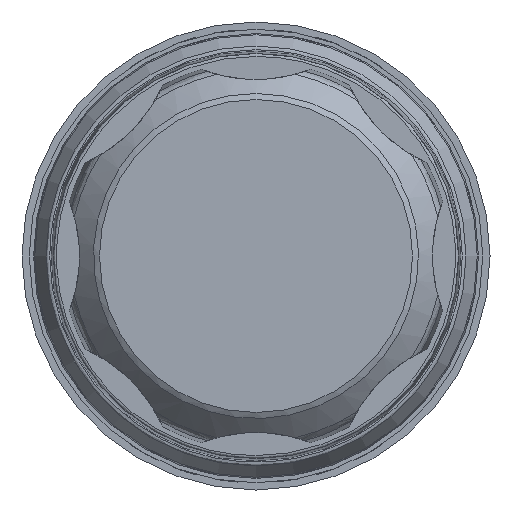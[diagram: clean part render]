
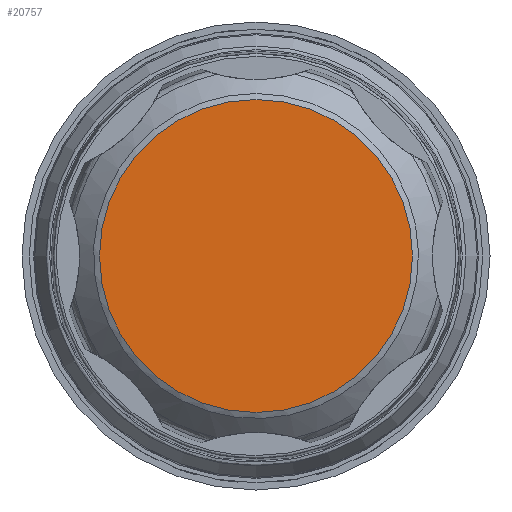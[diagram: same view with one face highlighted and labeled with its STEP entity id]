
A CAD part, left-side view. The second image highlights one B-rep face of the part: STEP entity #20757.
In plain terms, the highlighted planar face has unit normal (-1, 0, 0).
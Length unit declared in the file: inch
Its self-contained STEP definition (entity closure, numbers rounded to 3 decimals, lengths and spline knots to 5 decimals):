
#9482 = CIRCLE ( 'NONE', #23024, 0.54172 ) ;
#13797 = CARTESIAN_POINT ( 'NONE',  ( -3.48, 0., 0. ) ) ;
#14204 = ORIENTED_EDGE ( 'NONE', *, *, #27218, .T. ) ;
#17859 = VERTEX_POINT ( 'NONE', #45988 ) ;
#17944 = DIRECTION ( 'NONE',  ( -1., 0., 0. ) ) ;
#20757 = ADVANCED_FACE ( 'NONE', ( #45255 ), #38191, .T. ) ;
#21398 = DIRECTION ( 'NONE',  ( 0., 0., 1. ) ) ;
#23024 = AXIS2_PLACEMENT_3D ( 'NONE', #13797, #17944, #21398 ) ;
#26636 = CARTESIAN_POINT ( 'NONE',  ( -3.48, 0., 0. ) ) ;
#27218 = EDGE_CURVE ( 'NONE', #17859, #17859, #9482, .T. ) ;
#31586 = AXIS2_PLACEMENT_3D ( 'NONE', #26636, #45456, #49021 ) ;
#38191 = PLANE ( 'NONE',  #31586 ) ;
#42907 = EDGE_LOOP ( 'NONE', ( #14204 ) ) ;
#45255 = FACE_OUTER_BOUND ( 'NONE', #42907, .T. ) ;
#45456 = DIRECTION ( 'NONE',  ( -1., 0., 0. ) ) ;
#45988 = CARTESIAN_POINT ( 'NONE',  ( -3.48, 0., 0.54172 ) ) ;
#49021 = DIRECTION ( 'NONE',  ( 0., 0., 1. ) ) ;
